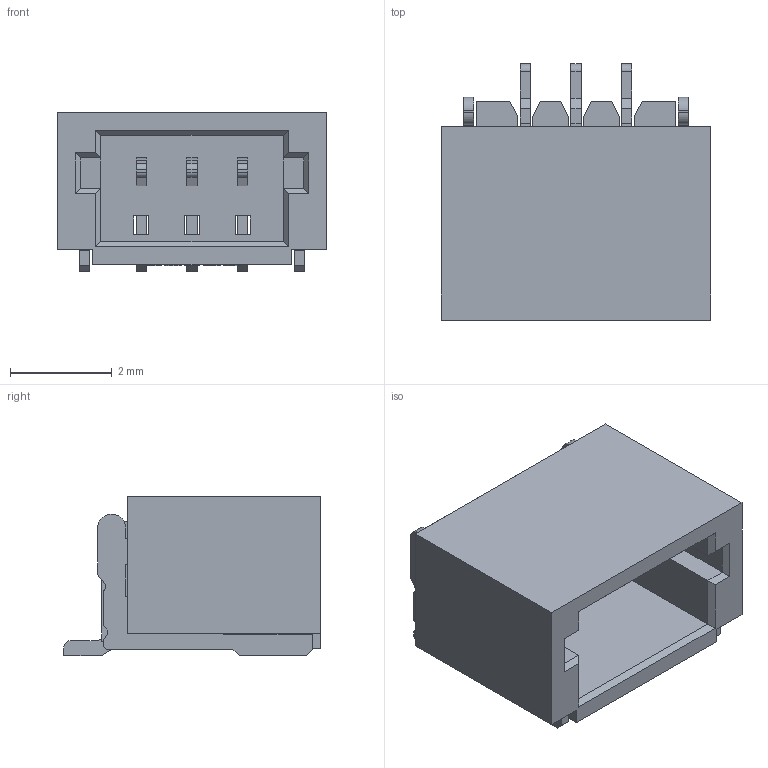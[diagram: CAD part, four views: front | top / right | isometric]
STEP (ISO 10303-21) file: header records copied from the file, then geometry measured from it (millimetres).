
FILE_DESCRIPTION(('STEP AP214'),'1');
FILE_NAME('CONN-SMD_AFC10-S03QCA-00.stp','2021-08-18T10:57:05',(' '),(' '),'Spatial InterOp 3D',' ',' ');
FILE_SCHEMA(('AUTOMOTIVE_DESIGN { 1 0 10303 214 1 1 1 1 }'));
Length unit declared in the file: millimetre
Products named in the file (1): 75
Bounding box: 5.3 x 5.05 x 3.14 mm (x, y, z)
Volume: 37.7 mm3; surface area: 196.3 mm2
Topology: 3 solids, 3 shells, 309 faces, 864 edges, 572 vertices
Faces by surface type: plane 281, cylinder 28
Entity records: 12267 total; most frequent: CARTESIAN_POINT 1747, ORIENTED_EDGE 1728, DIRECTION 1542, EDGE_CURVE 864, LINE 808, VECTOR 808, VERTEX_POINT 572, AXIS2_PLACEMENT_3D 367
